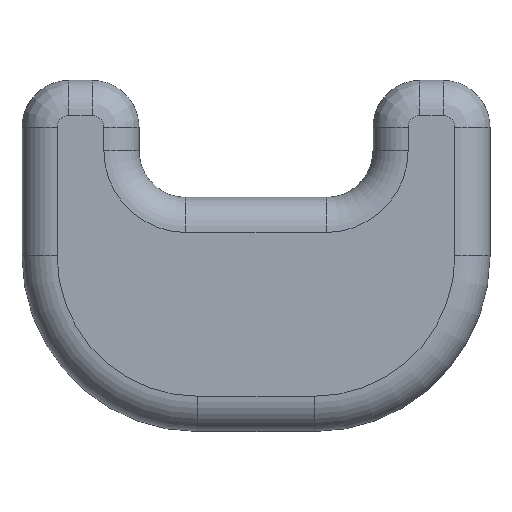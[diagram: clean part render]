
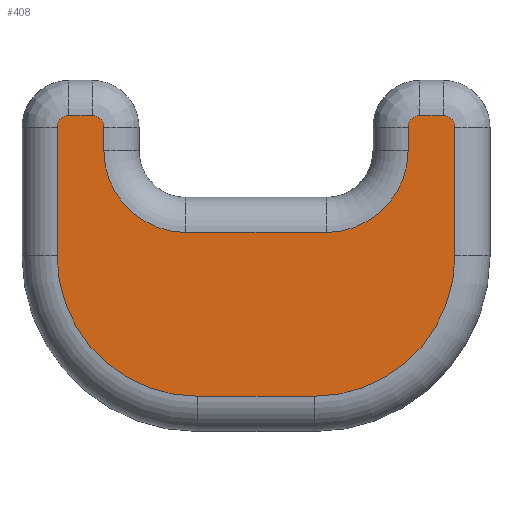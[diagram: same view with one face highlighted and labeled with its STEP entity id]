
A CAD part, top view. The second image highlights one B-rep face of the part: STEP entity #408.
In plain terms, the highlighted planar face has unit normal (0, 0, 1).
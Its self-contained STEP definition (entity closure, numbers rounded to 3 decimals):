
#95 = VERTEX_POINT('',#96);
#96 = CARTESIAN_POINT('',(-14.,13.,12.));
#105 = VERTEX_POINT('',#106);
#106 = CARTESIAN_POINT('',(-16.,13.,12.));
#113 = EDGE_CURVE('',#95,#105,#114,.T.);
#114 = LINE('',#115,#116);
#115 = CARTESIAN_POINT('',(-14.,13.,12.));
#116 = VECTOR('',#117,1.);
#117 = DIRECTION('',(-1.,-0.,-0.));
#313 = EDGE_CURVE('',#105,#314,#316,.T.);
#314 = VERTEX_POINT('',#315);
#315 = CARTESIAN_POINT('',(-17.,12.,12.));
#316 = CIRCLE('',#317,1.);
#317 = AXIS2_PLACEMENT_3D('',#318,#319,#320);
#318 = CARTESIAN_POINT('',(-16.,12.,12.));
#319 = DIRECTION('',(0.,0.,1.));
#320 = DIRECTION('',(0.,1.,0.));
#375 = VERTEX_POINT('',#376);
#376 = CARTESIAN_POINT('',(-13.,12.,12.));
#383 = EDGE_CURVE('',#375,#95,#384,.T.);
#384 = CIRCLE('',#385,1.);
#385 = AXIS2_PLACEMENT_3D('',#386,#387,#388);
#386 = CARTESIAN_POINT('',(-14.,12.,12.));
#387 = DIRECTION('',(0.,0.,1.));
#388 = DIRECTION('',(1.,0.,0.));
#408 = ADVANCED_FACE('',(#409),#522,.F.);
#409 = FACE_BOUND('',#410,.F.);
#410 = EDGE_LOOP('',(#411,#422,#430,#439,#445,#446,#447,#448,#456,#465,
    #473,#482,#490,#499,#507,#516));
#411 = ORIENTED_EDGE('',*,*,#412,.F.);
#412 = EDGE_CURVE('',#413,#415,#417,.T.);
#413 = VERTEX_POINT('',#414);
#414 = CARTESIAN_POINT('',(5.,-11.,12.));
#415 = VERTEX_POINT('',#416);
#416 = CARTESIAN_POINT('',(17.,1.,12.));
#417 = CIRCLE('',#418,12.);
#418 = AXIS2_PLACEMENT_3D('',#419,#420,#421);
#419 = CARTESIAN_POINT('',(5.,1.,12.));
#420 = DIRECTION('',(0.,0.,1.));
#421 = DIRECTION('',(0.,-1.,0.));
#422 = ORIENTED_EDGE('',*,*,#423,.F.);
#423 = EDGE_CURVE('',#424,#413,#426,.T.);
#424 = VERTEX_POINT('',#425);
#425 = CARTESIAN_POINT('',(-5.,-11.,12.));
#426 = LINE('',#427,#428);
#427 = CARTESIAN_POINT('',(-5.,-11.,12.));
#428 = VECTOR('',#429,1.);
#429 = DIRECTION('',(1.,0.,0.));
#430 = ORIENTED_EDGE('',*,*,#431,.F.);
#431 = EDGE_CURVE('',#432,#424,#434,.T.);
#432 = VERTEX_POINT('',#433);
#433 = CARTESIAN_POINT('',(-17.,1.,12.));
#434 = CIRCLE('',#435,12.);
#435 = AXIS2_PLACEMENT_3D('',#436,#437,#438);
#436 = CARTESIAN_POINT('',(-5.,1.,12.));
#437 = DIRECTION('',(0.,0.,1.));
#438 = DIRECTION('',(-1.,0.,0.));
#439 = ORIENTED_EDGE('',*,*,#440,.F.);
#440 = EDGE_CURVE('',#314,#432,#441,.T.);
#441 = LINE('',#442,#443);
#442 = CARTESIAN_POINT('',(-17.,12.,12.));
#443 = VECTOR('',#444,1.);
#444 = DIRECTION('',(-0.,-1.,-0.));
#445 = ORIENTED_EDGE('',*,*,#313,.F.);
#446 = ORIENTED_EDGE('',*,*,#113,.F.);
#447 = ORIENTED_EDGE('',*,*,#383,.F.);
#448 = ORIENTED_EDGE('',*,*,#449,.F.);
#449 = EDGE_CURVE('',#450,#375,#452,.T.);
#450 = VERTEX_POINT('',#451);
#451 = CARTESIAN_POINT('',(-13.,10.,12.));
#452 = LINE('',#453,#454);
#453 = CARTESIAN_POINT('',(-13.,10.,12.));
#454 = VECTOR('',#455,1.);
#455 = DIRECTION('',(0.,1.,0.));
#456 = ORIENTED_EDGE('',*,*,#457,.F.);
#457 = EDGE_CURVE('',#458,#450,#460,.T.);
#458 = VERTEX_POINT('',#459);
#459 = CARTESIAN_POINT('',(-6.,3.,12.));
#460 = CIRCLE('',#461,7.);
#461 = AXIS2_PLACEMENT_3D('',#462,#463,#464);
#462 = CARTESIAN_POINT('',(-6.,10.,12.));
#463 = DIRECTION('',(0.,0.,-1.));
#464 = DIRECTION('',(0.,-1.,-0.));
#465 = ORIENTED_EDGE('',*,*,#466,.F.);
#466 = EDGE_CURVE('',#467,#458,#469,.T.);
#467 = VERTEX_POINT('',#468);
#468 = CARTESIAN_POINT('',(6.,3.,12.));
#469 = LINE('',#470,#471);
#470 = CARTESIAN_POINT('',(6.,3.,12.));
#471 = VECTOR('',#472,1.);
#472 = DIRECTION('',(-1.,-0.,-0.));
#473 = ORIENTED_EDGE('',*,*,#474,.F.);
#474 = EDGE_CURVE('',#475,#467,#477,.T.);
#475 = VERTEX_POINT('',#476);
#476 = CARTESIAN_POINT('',(13.,10.,12.));
#477 = CIRCLE('',#478,7.);
#478 = AXIS2_PLACEMENT_3D('',#479,#480,#481);
#479 = CARTESIAN_POINT('',(6.,10.,12.));
#480 = DIRECTION('',(0.,0.,-1.));
#481 = DIRECTION('',(1.,0.,0.));
#482 = ORIENTED_EDGE('',*,*,#483,.F.);
#483 = EDGE_CURVE('',#484,#475,#486,.T.);
#484 = VERTEX_POINT('',#485);
#485 = CARTESIAN_POINT('',(13.,12.,12.));
#486 = LINE('',#487,#488);
#487 = CARTESIAN_POINT('',(13.,12.,12.));
#488 = VECTOR('',#489,1.);
#489 = DIRECTION('',(-0.,-1.,-0.));
#490 = ORIENTED_EDGE('',*,*,#491,.F.);
#491 = EDGE_CURVE('',#492,#484,#494,.T.);
#492 = VERTEX_POINT('',#493);
#493 = CARTESIAN_POINT('',(14.,13.,12.));
#494 = CIRCLE('',#495,1.);
#495 = AXIS2_PLACEMENT_3D('',#496,#497,#498);
#496 = CARTESIAN_POINT('',(14.,12.,12.));
#497 = DIRECTION('',(0.,-0.,1.));
#498 = DIRECTION('',(0.,1.,0.));
#499 = ORIENTED_EDGE('',*,*,#500,.F.);
#500 = EDGE_CURVE('',#501,#492,#503,.T.);
#501 = VERTEX_POINT('',#502);
#502 = CARTESIAN_POINT('',(16.,13.,12.));
#503 = LINE('',#504,#505);
#504 = CARTESIAN_POINT('',(16.,13.,12.));
#505 = VECTOR('',#506,1.);
#506 = DIRECTION('',(-1.,0.,0.));
#507 = ORIENTED_EDGE('',*,*,#508,.F.);
#508 = EDGE_CURVE('',#509,#501,#511,.T.);
#509 = VERTEX_POINT('',#510);
#510 = CARTESIAN_POINT('',(17.,12.,12.));
#511 = CIRCLE('',#512,1.);
#512 = AXIS2_PLACEMENT_3D('',#513,#514,#515);
#513 = CARTESIAN_POINT('',(16.,12.,12.));
#514 = DIRECTION('',(0.,0.,1.));
#515 = DIRECTION('',(1.,0.,0.));
#516 = ORIENTED_EDGE('',*,*,#517,.F.);
#517 = EDGE_CURVE('',#415,#509,#518,.T.);
#518 = LINE('',#519,#520);
#519 = CARTESIAN_POINT('',(17.,1.,12.));
#520 = VECTOR('',#521,1.);
#521 = DIRECTION('',(0.,1.,0.));
#522 = PLANE('',#523);
#523 = AXIS2_PLACEMENT_3D('',#524,#525,#526);
#524 = CARTESIAN_POINT('',(0.,1.827,12.));
#525 = DIRECTION('',(-0.,-0.,-1.));
#526 = DIRECTION('',(-1.,0.,0.));
